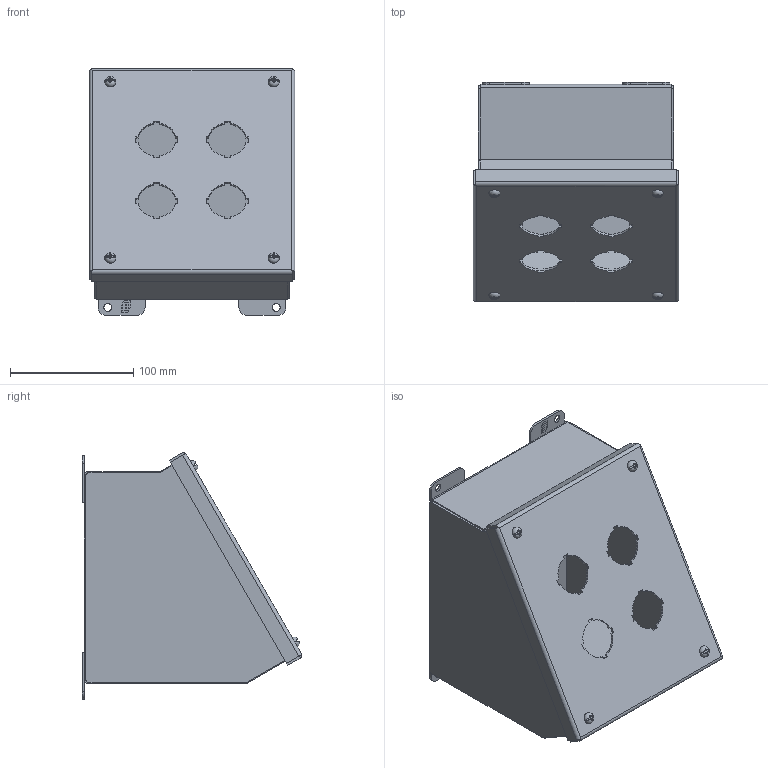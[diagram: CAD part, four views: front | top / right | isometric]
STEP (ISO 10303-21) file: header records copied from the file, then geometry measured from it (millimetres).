
FILE_DESCRIPTION (( 'STEP AP203' ), '1' );
FILE_NAME ('1490G4_Default.step', '2019-11-12T19:48:26', ( '' ), ( '' ), 'SwSTEP 2.0', 'SolidWorks 2019', '' );
FILE_SCHEMA (( 'CONFIG_CONTROL_DESIGN' ));
Length unit declared in the file: inch
Products named in the file (1): 1490G4_Default
Bounding box: 166.67 x 178.01 x 199.86 mm (x, y, z)
Volume: 336937.2 mm3; surface area: 356336.8 mm2
Topology: 25 solids, 25 shells, 775 faces, 2024 edges, 1327 vertices
Faces by surface type: plane 547, cylinder 188, cone 24, bspline 8, torus 8
Entity records: 24221 total; most frequent: CARTESIAN_POINT 4853, ORIENTED_EDGE 4044, DIRECTION 3916, EDGE_CURVE 2022, LINE 1472, VECTOR 1472, VERTEX_POINT 1327, AXIS2_PLACEMENT_3D 1222
